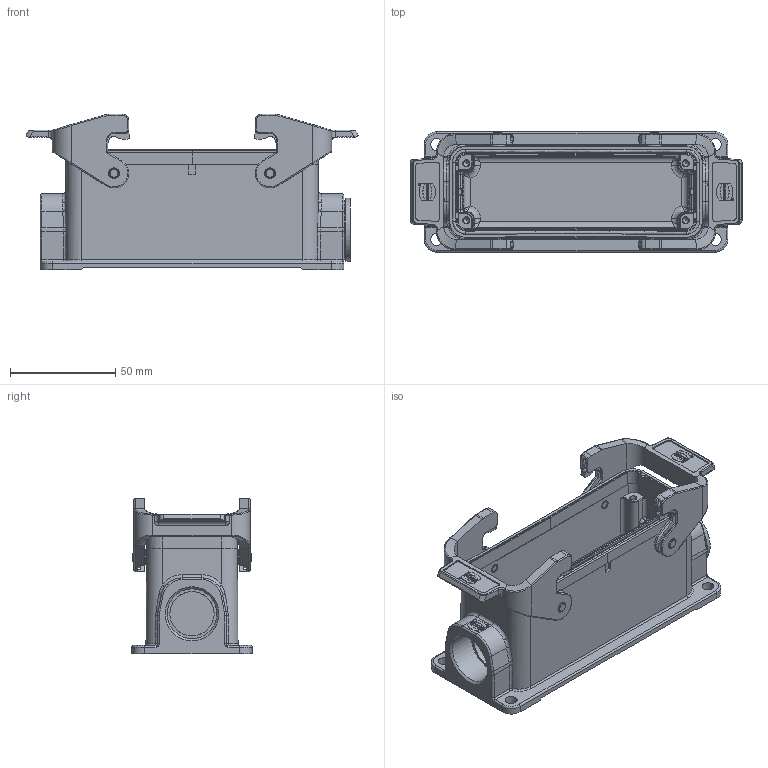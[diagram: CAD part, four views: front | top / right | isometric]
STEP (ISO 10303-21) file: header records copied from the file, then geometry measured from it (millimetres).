
FILE_DESCRIPTION((''),'2;1');
FILE_NAME('05628241270.stp','2020-07-17T10:30:54',('e.eickhoff'),(''),'Autodesk Inventor 2012','Autodesk Inventor 2012','');
FILE_SCHEMA(('AUTOMOTIVE_DESIGN { 1 0 10303 214 1 1 1 1 }'));
Length unit declared in the file: millimetre
Products named in the file (3): 05628241270; KBRM25
Assembly tree (2 placements, depth 2):
  05628241270
    05628241270
    KBRM25
Bounding box: 157.4 x 57 x 73.8 mm (x, y, z)
Volume: 134230 mm3; surface area: 75449 mm2
Topology: 5 solids, 6 shells, 1996 faces, 5933 edges, 4567 vertices
Faces by surface type: plane 1065, cylinder 444, bspline 312, torus 89, cone 82, sphere 4
Full cylindrical faces by diameter (mm): 0.88 x2, 1.04 x2, 1.5 x4, 2.74 x4, 2.95 x4, 3.1 x4, 4 x4, 4.8 x4, 5.1 x8, 5.6 x4, 7 x4, 21 x2, 23.6 x2, 25.5 x1, 28 x1, 30 x1
Entity records: 76300 total; most frequent: CARTESIAN_POINT 22481, ORIENTED_EDGE 10396, DIRECTION 9857, EDGE_CURVE 5198, VECTOR 3485, LINE 3485, VERTEX_POINT 3379, AXIS2_PLACEMENT_3D 3186
